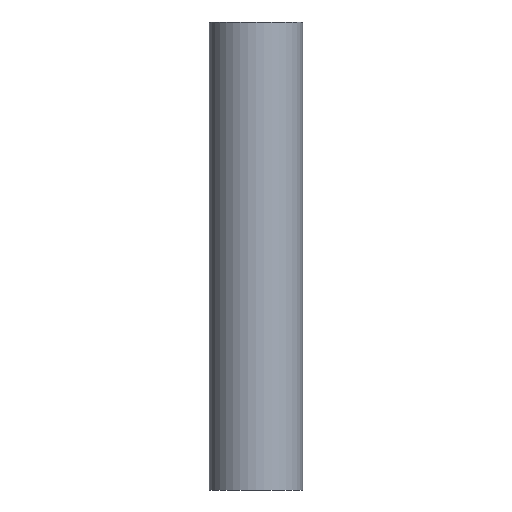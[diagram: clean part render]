
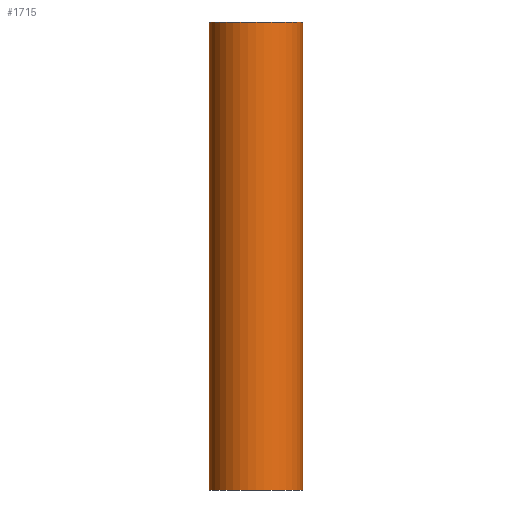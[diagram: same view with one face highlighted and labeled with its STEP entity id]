
A CAD part, front view. The second image highlights one B-rep face of the part: STEP entity #1715.
In plain terms, the highlighted cylindrical face has radius 5 mm (diameter 10 mm), a full revolution.
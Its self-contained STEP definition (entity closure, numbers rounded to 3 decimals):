
#115=FACE_OUTER_BOUND('',#208,.T.);
#208=EDGE_LOOP('',(#1526,#1527,#1528,#1529));
#221=CIRCLE('',#1827,5.);
#222=CIRCLE('',#1828,5.);
#479=LINE('',#7858,#560);
#560=VECTOR('',#2105,5.);
#737=VERTEX_POINT('',#7855);
#738=VERTEX_POINT('',#7857);
#1003=EDGE_CURVE('',#737,#737,#221,.T.);
#1004=EDGE_CURVE('',#737,#738,#479,.T.);
#1005=EDGE_CURVE('',#738,#738,#222,.T.);
#1526=ORIENTED_EDGE('',*,*,#1003,.F.);
#1527=ORIENTED_EDGE('',*,*,#1004,.T.);
#1528=ORIENTED_EDGE('',*,*,#1005,.T.);
#1529=ORIENTED_EDGE('',*,*,#1004,.F.);
#1624=CYLINDRICAL_SURFACE('',#1826,5.);
#1715=ADVANCED_FACE('',(#115),#1624,.T.);
#1826=AXIS2_PLACEMENT_3D('',#7854,#2101,#2102);
#1827=AXIS2_PLACEMENT_3D('',#7856,#2103,#2104);
#1828=AXIS2_PLACEMENT_3D('',#7859,#2106,#2107);
#2101=DIRECTION('center_axis',(0.,0.,1.));
#2102=DIRECTION('ref_axis',(1.,0.,0.));
#2103=DIRECTION('center_axis',(0.,0.,1.));
#2104=DIRECTION('ref_axis',(1.,0.,0.));
#2105=DIRECTION('',(0.,0.,-1.));
#2106=DIRECTION('center_axis',(0.,0.,1.));
#2107=DIRECTION('ref_axis',(1.,0.,0.));
#7854=CARTESIAN_POINT('Origin',(0.,0.,0.));
#7855=CARTESIAN_POINT('',(-5.,0.,50.));
#7856=CARTESIAN_POINT('Origin',(0.,0.,50.));
#7857=CARTESIAN_POINT('',(-5.,0.,0.));
#7858=CARTESIAN_POINT('',(-5.,0.,0.));
#7859=CARTESIAN_POINT('Origin',(0.,0.,0.));
